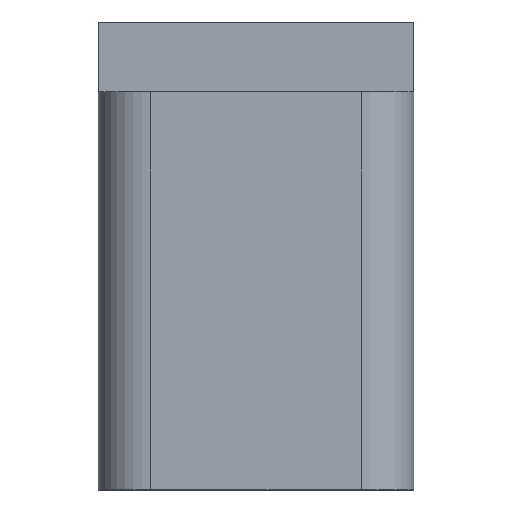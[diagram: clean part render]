
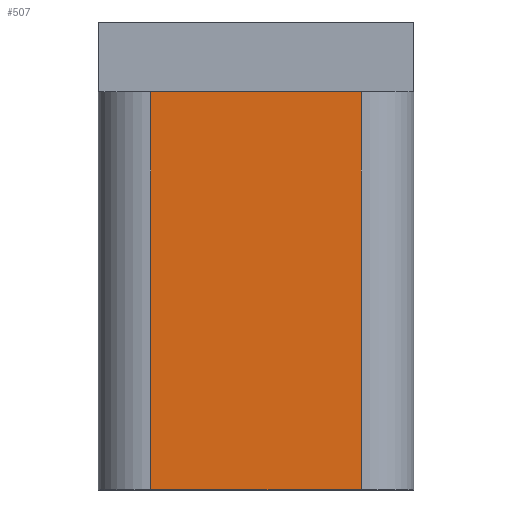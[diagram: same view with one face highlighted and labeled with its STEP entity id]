
A CAD part, top view. The second image highlights one B-rep face of the part: STEP entity #507.
In plain terms, the highlighted planar face has unit normal (0, 0, 1).
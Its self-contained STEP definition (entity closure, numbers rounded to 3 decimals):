
#144=PLANE('',#2585);
#507=ADVANCED_FACE('',(#661),#144,.F.);
#661=FACE_OUTER_BOUND('',#809,.T.);
#809=EDGE_LOOP('',(#1436,#1437,#1438,#1439));
#989=LINE('',#3724,#1127);
#1000=LINE('',#3751,#1138);
#1001=LINE('',#3757,#1139);
#1002=LINE('',#3758,#1140);
#1127=VECTOR('',#2768,1.);
#1138=VECTOR('',#2797,1.);
#1139=VECTOR('',#2804,1.);
#1140=VECTOR('',#2805,1.);
#1436=ORIENTED_EDGE('',*,*,#2303,.F.);
#1437=ORIENTED_EDGE('',*,*,#2321,.T.);
#1438=ORIENTED_EDGE('',*,*,#2318,.T.);
#1439=ORIENTED_EDGE('',*,*,#2322,.T.);
#2068=VERTEX_POINT('',#3723);
#2069=VERTEX_POINT('',#3725);
#2076=VERTEX_POINT('',#3752);
#2077=VERTEX_POINT('',#3753);
#2303=EDGE_CURVE('',#2068,#2069,#989,.T.);
#2318=EDGE_CURVE('',#2076,#2077,#1000,.T.);
#2321=EDGE_CURVE('',#2068,#2076,#1001,.T.);
#2322=EDGE_CURVE('',#2077,#2069,#1002,.T.);
#2585=AXIS2_PLACEMENT_3D('',#3759,#2806,#2807);
#2768=DIRECTION('',(-1.,0.,0.));
#2797=DIRECTION('',(-1.,0.,0.));
#2804=DIRECTION('',(0.,1.,0.));
#2805=DIRECTION('',(0.,-1.,0.));
#2806=DIRECTION('',(0.,0.,-1.));
#2807=DIRECTION('',(0.,1.,0.));
#3723=CARTESIAN_POINT('',(6.,-22.7,0.));
#3724=CARTESIAN_POINT('',(9.,-22.7,0.));
#3725=CARTESIAN_POINT('',(-6.,-22.7,0.));
#3751=CARTESIAN_POINT('',(9.,0.,0.));
#3752=CARTESIAN_POINT('',(6.,0.,0.));
#3753=CARTESIAN_POINT('',(-6.,0.,0.));
#3757=CARTESIAN_POINT('',(6.,0.,0.));
#3758=CARTESIAN_POINT('',(-6.,0.,0.));
#3759=CARTESIAN_POINT('',(9.,0.,0.));
